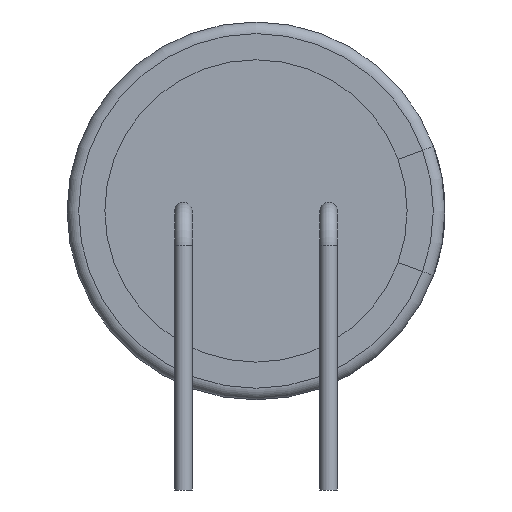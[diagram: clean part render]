
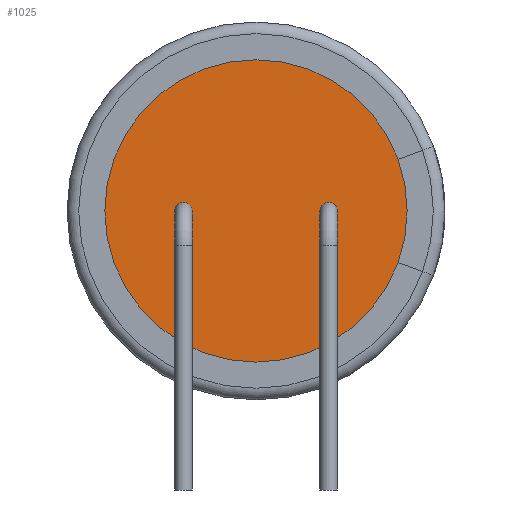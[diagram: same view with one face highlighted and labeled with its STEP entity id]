
A CAD part, front view. The second image highlights one B-rep face of the part: STEP entity #1025.
In plain terms, the highlighted planar face has unit normal (0, -1, 0).
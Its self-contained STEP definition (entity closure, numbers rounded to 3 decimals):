
#1025=ADVANCED_FACE('',(#1930,#1932,#1934),#1936,.T.);
#1930=FACE_BOUND('',#1931,.T.);
#1931=EDGE_LOOP('',(#2658));
#1932=FACE_BOUND('',#1933,.T.);
#1933=EDGE_LOOP('',(#2659));
#1934=FACE_BOUND('',#1935,.T.);
#1935=EDGE_LOOP('',(#2660));
#1936=PLANE('',#1937);
#1937=AXIS2_PLACEMENT_3D('',#1938,#1939,#1940);
#1938=CARTESIAN_POINT('',(0.,2.5,0.));
#1939=DIRECTION('',(0.,-1.,0.));
#1940=DIRECTION('',(-1.,0.,0.));
#2658=ORIENTED_EDGE('',*,*,#2992,.T.);
#2659=ORIENTED_EDGE('',*,*,#3031,.F.);
#2660=ORIENTED_EDGE('',*,*,#3032,.F.);
#2992=EDGE_CURVE('',#3517,#3517,#3518,.T.);
#3031=EDGE_CURVE('',#3577,#3577,#3578,.F.);
#3032=EDGE_CURVE('',#3579,#3579,#3580,.T.);
#3517=VERTEX_POINT('',#5376);
#3518=CIRCLE('',#5377,5.2);
#3577=VERTEX_POINT('',#5581);
#3578=CIRCLE('',#5582,0.3);
#3579=VERTEX_POINT('',#5586);
#3580=CIRCLE('',#5587,0.3);
#5376=CARTESIAN_POINT('',(-5.2,2.5,6.6));
#5377=AXIS2_PLACEMENT_3D('',#5378,#5379,#5380);
#5378=CARTESIAN_POINT('',(0.,2.5,6.6));
#5379=DIRECTION('',(0.,-1.,0.));
#5380=DIRECTION('',(-1.,0.,0.));
#5581=CARTESIAN_POINT('',(2.8,2.5,6.6));
#5582=AXIS2_PLACEMENT_3D('',#5583,#5584,#5585);
#5583=CARTESIAN_POINT('',(2.5,2.5,6.6));
#5584=DIRECTION('',(-0.,1.,-0.));
#5585=DIRECTION('',(1.,0.,0.));
#5586=CARTESIAN_POINT('',(-2.8,2.5,6.6));
#5587=AXIS2_PLACEMENT_3D('',#5588,#5589,#5590);
#5588=CARTESIAN_POINT('',(-2.5,2.5,6.6));
#5589=DIRECTION('',(0.,-1.,0.));
#5590=DIRECTION('',(-1.,0.,0.));
